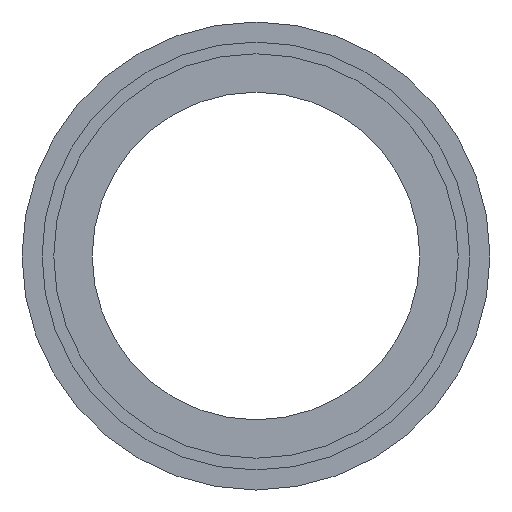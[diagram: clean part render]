
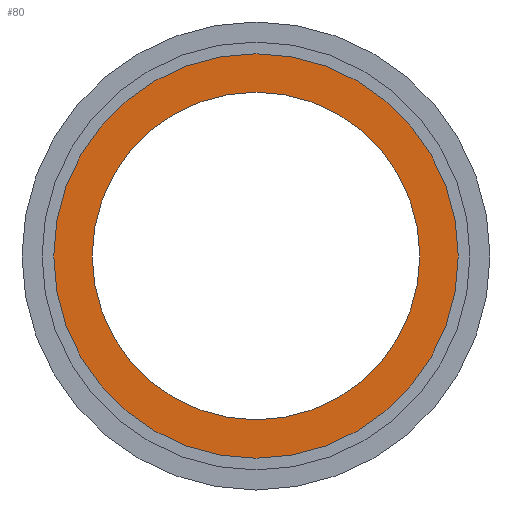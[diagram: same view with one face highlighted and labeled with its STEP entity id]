
A CAD part, left-side view. The second image highlights one B-rep face of the part: STEP entity #80.
In plain terms, the highlighted planar face has unit normal (-1, 0, 0).
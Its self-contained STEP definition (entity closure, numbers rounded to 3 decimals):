
#80 = ADVANCED_FACE( '', ( #165, #166 ), #167, .T. );
#165 = FACE_BOUND( '', #387, .T. );
#166 = FACE_OUTER_BOUND( '', #388, .T. );
#167 = PLANE( '', #389 );
#387 = EDGE_LOOP( '', ( #619 ) );
#388 = EDGE_LOOP( '', ( #620 ) );
#389 = AXIS2_PLACEMENT_3D( '', #621, #622, #623 );
#619 = ORIENTED_EDGE( '', *, *, #970, .T. );
#620 = ORIENTED_EDGE( '', *, *, #969, .F. );
#621 = CARTESIAN_POINT( '', ( 0.15, 4.321, 0. ) );
#622 = DIRECTION( '', ( -1., 0., 0. ) );
#623 = DIRECTION( '', ( 0., 0., 1. ) );
#969 = EDGE_CURVE( '', #1048, #1048, #1049, .T. );
#970 = EDGE_CURVE( '', #1050, #1050, #1051, .T. );
#1048 = VERTEX_POINT( '', #1196 );
#1049 = CIRCLE( '', #1197, 4.321 );
#1050 = VERTEX_POINT( '', #1198 );
#1051 = CIRCLE( '', #1199, 3.5 );
#1196 = CARTESIAN_POINT( '', ( 0.15, 0., -4.321 ) );
#1197 = AXIS2_PLACEMENT_3D( '', #1349, #1350, #1351 );
#1198 = CARTESIAN_POINT( '', ( 0.15, 0., -3.5 ) );
#1199 = AXIS2_PLACEMENT_3D( '', #1352, #1353, #1354 );
#1349 = CARTESIAN_POINT( '', ( 0.15, 0., 0. ) );
#1350 = DIRECTION( '', ( 1., 0., 0. ) );
#1351 = DIRECTION( '', ( 0., 0., -1. ) );
#1352 = CARTESIAN_POINT( '', ( 0.15, 0., 0. ) );
#1353 = DIRECTION( '', ( 1., 0., 0. ) );
#1354 = DIRECTION( '', ( 0., 0., -1. ) );
